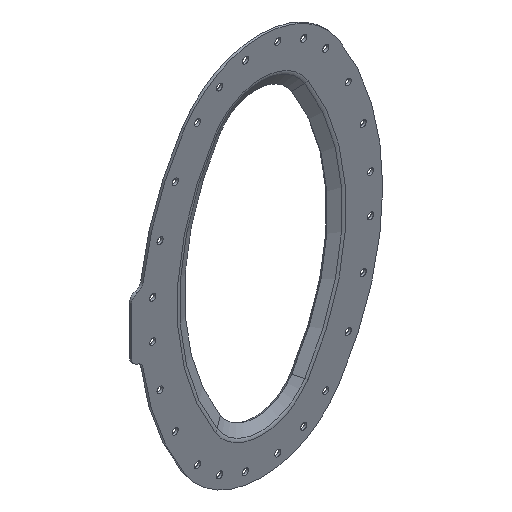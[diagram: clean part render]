
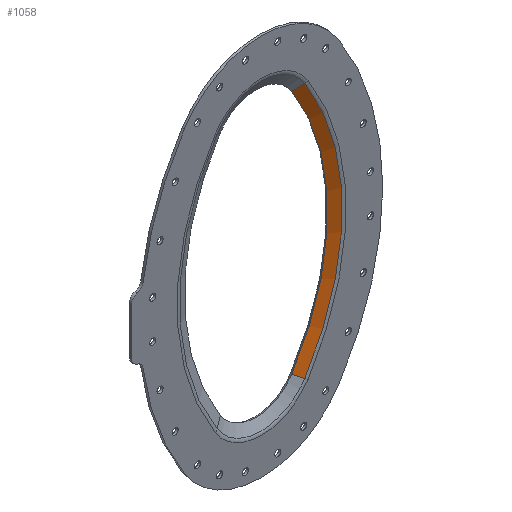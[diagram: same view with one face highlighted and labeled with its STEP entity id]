
A CAD part, isometric view. The second image highlights one B-rep face of the part: STEP entity #1058.
In plain terms, the highlighted conical face has half-angle 63.435 degrees and reference radius 150 mm.
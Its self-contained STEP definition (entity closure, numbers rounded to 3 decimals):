
#33=CONICAL_SURFACE('',#1232,150.,1.107);
#139=FACE_OUTER_BOUND('',#245,.T.);
#245=EDGE_LOOP('',(#954,#955,#956,#957));
#289=LINE('',#1842,#337);
#295=LINE('',#1883,#343);
#337=VECTOR('',#1520,10.);
#343=VECTOR('',#1584,10.);
#426=CIRCLE('',#1200,147.683);
#441=CIRCLE('',#1227,154.05);
#520=VERTEX_POINT('',#1814);
#526=VERTEX_POINT('',#1829);
#529=VERTEX_POINT('',#1840);
#535=VERTEX_POINT('',#1875);
#654=EDGE_CURVE('',#526,#520,#426,.T.);
#658=EDGE_CURVE('',#529,#520,#289,.T.);
#676=EDGE_CURVE('',#535,#529,#441,.T.);
#679=EDGE_CURVE('',#535,#526,#295,.T.);
#954=ORIENTED_EDGE('',*,*,#654,.T.);
#955=ORIENTED_EDGE('',*,*,#658,.F.);
#956=ORIENTED_EDGE('',*,*,#676,.F.);
#957=ORIENTED_EDGE('',*,*,#679,.T.);
#1058=ADVANCED_FACE('',(#139),#33,.F.);
#1200=AXIS2_PLACEMENT_3D('',#1835,#1511,#1512);
#1227=AXIS2_PLACEMENT_3D('',#1877,#1572,#1573);
#1232=AXIS2_PLACEMENT_3D('',#1882,#1582,#1583);
#1511=DIRECTION('center_axis',(0.,1.,0.));
#1512=DIRECTION('ref_axis',(-0.841,0.,-0.542));
#1520=DIRECTION('',(-0.752,0.447,0.484));
#1572=DIRECTION('center_axis',(0.,1.,0.));
#1573=DIRECTION('ref_axis',(1.,0.,0.));
#1582=DIRECTION('center_axis',(0.,-1.,0.));
#1583=DIRECTION('ref_axis',(0.841,0.,0.542));
#1584=DIRECTION('',(-0.752,0.447,-0.484));
#1814=CARTESIAN_POINT('',(23.27,3.658,-79.995));
#1829=CARTESIAN_POINT('',(23.27,3.658,79.995));
#1835=CARTESIAN_POINT('Origin',(-100.871,3.658,0.));
#1840=CARTESIAN_POINT('',(28.622,0.475,-83.444));
#1842=CARTESIAN_POINT('',(29.421,0.,-83.958));
#1875=CARTESIAN_POINT('',(28.622,0.475,83.444));
#1877=CARTESIAN_POINT('Origin',(-100.871,0.475,0.));
#1882=CARTESIAN_POINT('Origin',(-100.871,2.5,0.));
#1883=CARTESIAN_POINT('',(29.421,0.,83.958));
